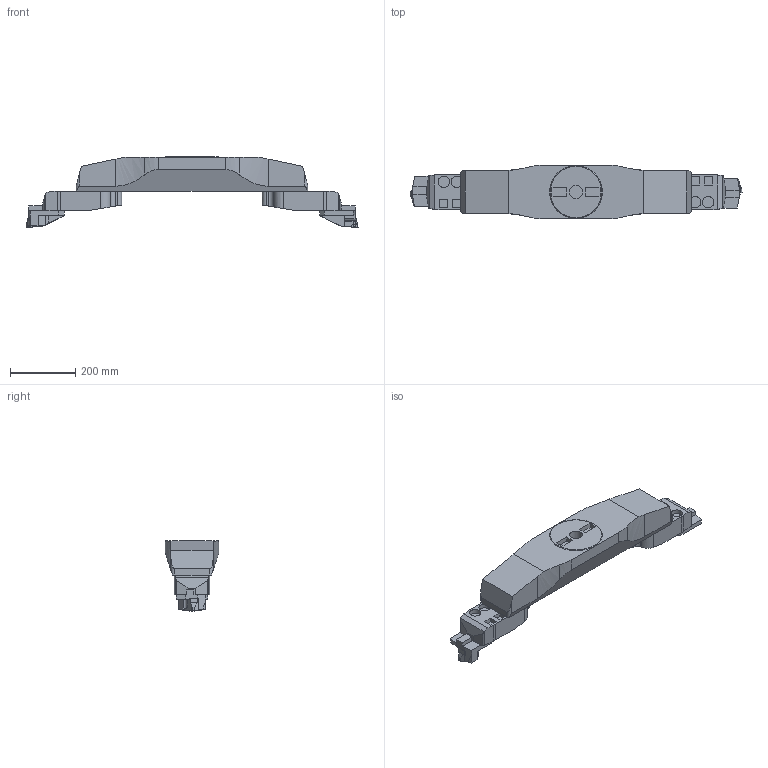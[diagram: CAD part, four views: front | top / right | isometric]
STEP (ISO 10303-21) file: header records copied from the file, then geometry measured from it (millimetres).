
FILE_DESCRIPTION(/* description */ (''),/* implementation_level */ '2;1');
FILE_NAME(/* name */ '1568020911564.stp',/* time_stamp */ '2019-09-09T11:21:58+02:00',/* author */ (''),/* organization */ ('SMS'),/* preprocessor_version */ 'ST-DEVELOPER v16.7',/* originating_system */ 'SIEMENS PLM Software NX 12.0',/* authorisation */ '');
FILE_SCHEMA (('AUTOMOTIVE_DESIGN { 1 0 10303 214 3 1 1 1 }'));
Length unit declared in the file: millimetre
Products named in the file (9): ASSEMBLY_CONSTRUCTION; IsoTurningInsert; 201892303mod000_00; 111165493mod000_01; 111169653mod000_01; 111165570mod000_02; 111169322mod000_01; 111164544mod000_01
Assembly tree (11 placements, depth 3):
  111164544mod000_01
    111165570mod000_02
    111169653mod000_01  x2
    111169322mod000_01  x2
      201892303mod000_00
      IsoTurningInsert
      ASSEMBLY_CONSTRUCTION
    111165493mod000_01  x2
    ASSEMBLY_CONSTRUCTION
Bounding box: 1019.99 x 164 x 218 mm (x, y, z)
Volume: 12557198.8 mm3; surface area: 630338.8 mm2
Topology: 9 solids, 9 shells, 303 faces, 786 edges, 553 vertices
Faces by surface type: plane 216, cylinder 66, torus 11, cone 10
Full cylindrical faces by diameter (mm): 5.5 x4, 35 x8, 40 x1, 162 x1
Entity records: 5849 total; most frequent: CARTESIAN_POINT 995, DIRECTION 968, ORIENTED_EDGE 882, EDGE_CURVE 441, LINE 328, VECTOR 328, AXIS2_PLACEMENT_3D 320, VERTEX_POINT 302
